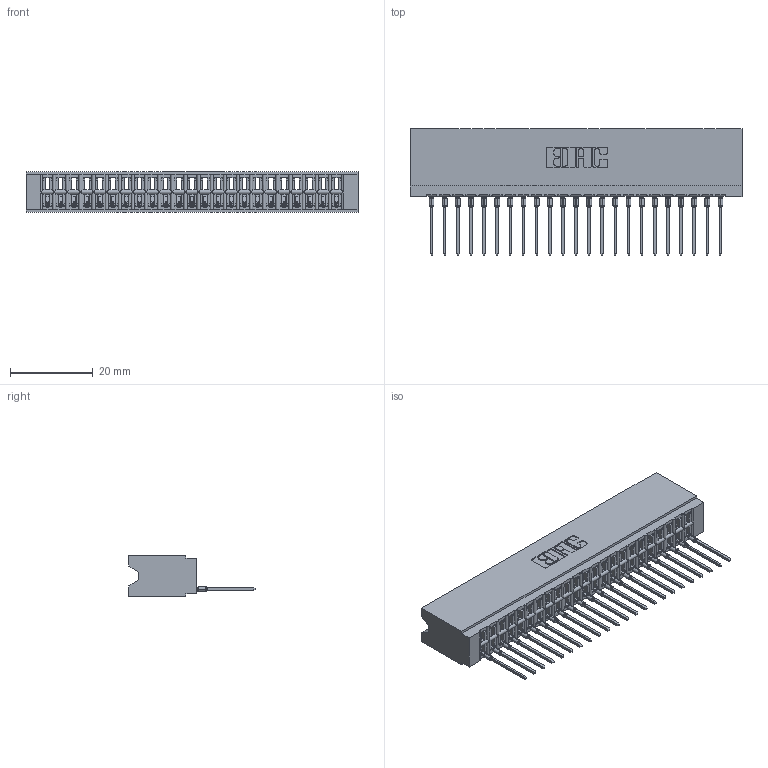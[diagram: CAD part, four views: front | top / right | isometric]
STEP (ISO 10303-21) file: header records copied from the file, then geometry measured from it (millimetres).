
FILE_DESCRIPTION (( 'STEP AP203' ), '1' );
FILE_NAME ('746-023-540-506.STEP', '2026-02-27T22:30:08', ( '' ), ( '' ), 'SwSTEP 2.0', 'SolidWorks 2023', '' );
FILE_SCHEMA (( 'CONFIG_CONTROL_DESIGN' ));
Length unit declared in the file: millimetre
Products named in the file (3): 746 Part_.340 Slot Depth - 06; 746-023-540-506; 746-292-001_540
Assembly tree (24 placements, depth 2):
  746-023-540-506
    746 Part_.340 Slot Depth - 06
    746-292-001_540  x23
Bounding box: 80.26 x 30.59 x 9.91 mm (x, y, z)
Volume: 9160.2 mm3; surface area: 12354 mm2
Topology: 24 solids, 24 shells, 2582 faces, 7326 edges, 4706 vertices
Faces by surface type: plane 1505, cylinder 479, bspline 460, torus 138
Entity records: 37455 total; most frequent: CARTESIAN_POINT 7735, ORIENTED_EDGE 6512, DIRECTION 5424, EDGE_CURVE 3256, VECTOR 2842, LINE 2842, VERTEX_POINT 2154, AXIS2_PLACEMENT_3D 1291
